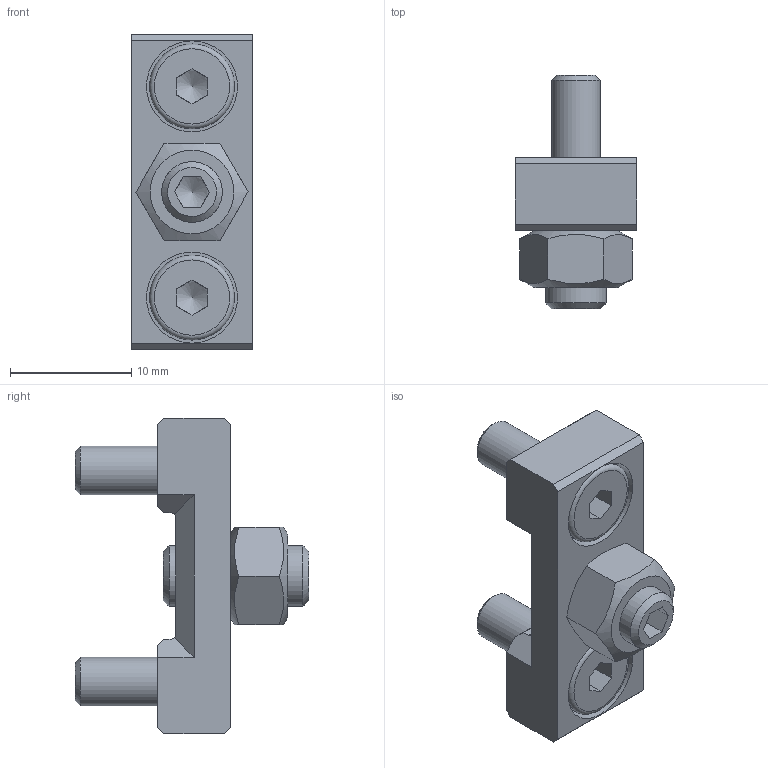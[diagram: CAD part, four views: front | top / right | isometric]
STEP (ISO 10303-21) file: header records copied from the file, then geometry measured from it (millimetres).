
FILE_DESCRIPTION(/* description */ (''),/* implementation_level */ '2;1');
FILE_NAME(/* name */ 'Z-PGC 16.stp',/* time_stamp */ '2019-11-05T15:19:40+01:00',/* author */ ('Emilio'),/* organization */ (''),/* preprocessor_version */ 'ST-DEVELOPER v17',/* originating_system */ 'Autodesk Inventor 2019',/* authorisation */ '');
FILE_SCHEMA (('AUTOMOTIVE_DESIGN { 1 0 10303 214 3 1 1 }'));
Length unit declared in the file: millimetre
Products named in the file (5): PGC-16; PGC-16-TASSELLO; DIN 7984 - M4 x 10 Classe 8.8; ISO 4032 - M5DIN EN Acciaio inox, 440C; DIN 913 - M5 x 12 Acciaio
Assembly tree (5 placements, depth 2):
  PGC-16
    PGC-16-TASSELLO
    DIN 7984 - M4 x 10 Classe 8.8  x2
    ISO 4032 - M5DIN EN Acciaio inox, 440C
    DIN 913 - M5 x 12 Acciaio
Bounding box: 10 x 19.25 x 26 mm (x, y, z)
Volume: 1789.7 mm3; surface area: 2150.4 mm2
Topology: 5 solids, 5 shells, 86 faces, 229 edges, 157 vertices
Faces by surface type: plane 58, cylinder 13, cone 11, torus 4
Full cylindrical faces by diameter (mm): 4 x2, 4.134 x2, 4.5 x2, 5 x1, 7 x2, 7.5 x2
Entity records: 2417 total; most frequent: CARTESIAN_POINT 445, DIRECTION 378, ORIENTED_EDGE 372, EDGE_CURVE 186, AXIS2_PLACEMENT_3D 136, VERTEX_POINT 128, LINE 106, VECTOR 106
